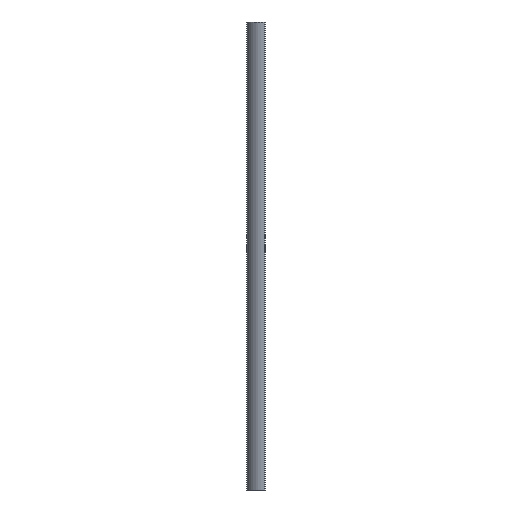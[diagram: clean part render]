
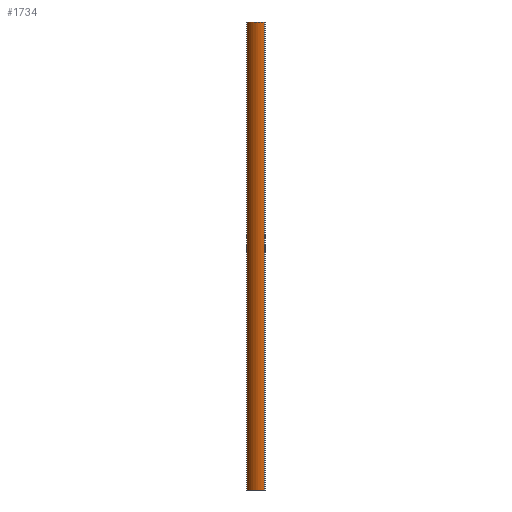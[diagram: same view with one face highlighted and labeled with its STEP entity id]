
A CAD part, left-side view. The second image highlights one B-rep face of the part: STEP entity #1734.
In plain terms, the highlighted cylindrical face has radius 40 mm (diameter 80 mm), a partial arc.
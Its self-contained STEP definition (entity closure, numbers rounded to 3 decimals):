
#13 = CIRCLE ( 'NONE', #2797, 40. ) ;
#59 = AXIS2_PLACEMENT_3D ( 'NONE', #2393, #2153, #2628 ) ;
#130 = LINE ( 'NONE', #3156, #2115 ) ;
#310 = CARTESIAN_POINT ( 'NONE',  ( 17.333, 19.911, 0. ) ) ;
#439 = EDGE_LOOP ( 'NONE', ( #2914, #2225, #1223, #1216 ) ) ;
#526 = DIRECTION ( 'NONE',  ( 0., 0., -1. ) ) ;
#578 = EDGE_CURVE ( 'NONE', #1088, #1473, #3415, .T. ) ;
#732 = CYLINDRICAL_SURFACE ( 'NONE', #1979, 40. ) ;
#1043 = LINE ( 'NONE', #1897, #1601 ) ;
#1088 = VERTEX_POINT ( 'NONE', #310 ) ;
#1144 = CARTESIAN_POINT ( 'NONE',  ( 20., -20., 1000. ) ) ;
#1216 = ORIENTED_EDGE ( 'NONE', *, *, #2871, .T. ) ;
#1223 = ORIENTED_EDGE ( 'NONE', *, *, #3075, .F. ) ;
#1267 = DIRECTION ( 'NONE',  ( 0., 0., -1. ) ) ;
#1354 = DIRECTION ( 'NONE',  ( -1., 0., 0. ) ) ;
#1426 = DIRECTION ( 'NONE',  ( 0., 0., 1. ) ) ;
#1473 = VERTEX_POINT ( 'NONE', #2975 ) ;
#1587 = FACE_OUTER_BOUND ( 'NONE', #439, .T. ) ;
#1601 = VECTOR ( 'NONE', #3216, 1000. ) ;
#1673 = DIRECTION ( 'NONE',  ( 1., 0., 0. ) ) ;
#1734 = ADVANCED_FACE ( 'NONE', ( #1587 ), #732, .T. ) ;
#1897 = CARTESIAN_POINT ( 'NONE',  ( -19.911, -17.333, 1000. ) ) ;
#1961 = CARTESIAN_POINT ( 'NONE',  ( 17.333, 19.911, 1000. ) ) ;
#1979 = AXIS2_PLACEMENT_3D ( 'NONE', #2710, #526, #1354 ) ;
#2115 = VECTOR ( 'NONE', #1267, 1000. ) ;
#2153 = DIRECTION ( 'NONE',  ( 0., 0., 1. ) ) ;
#2225 = ORIENTED_EDGE ( 'NONE', *, *, #3006, .F. ) ;
#2393 = CARTESIAN_POINT ( 'NONE',  ( 20., -20., 0. ) ) ;
#2574 = VERTEX_POINT ( 'NONE', #2732 ) ;
#2628 = DIRECTION ( 'NONE',  ( 1., 0., 0. ) ) ;
#2710 = CARTESIAN_POINT ( 'NONE',  ( 20., -20., 1000. ) ) ;
#2732 = CARTESIAN_POINT ( 'NONE',  ( -19.911, -17.333, 1000. ) ) ;
#2797 = AXIS2_PLACEMENT_3D ( 'NONE', #1144, #1426, #1673 ) ;
#2871 = EDGE_CURVE ( 'NONE', #3038, #1088, #130, .T. ) ;
#2914 = ORIENTED_EDGE ( 'NONE', *, *, #578, .T. ) ;
#2975 = CARTESIAN_POINT ( 'NONE',  ( -19.911, -17.333, 0. ) ) ;
#3006 = EDGE_CURVE ( 'NONE', #2574, #1473, #1043, .T. ) ;
#3038 = VERTEX_POINT ( 'NONE', #1961 ) ;
#3075 = EDGE_CURVE ( 'NONE', #3038, #2574, #13, .T. ) ;
#3156 = CARTESIAN_POINT ( 'NONE',  ( 17.333, 19.911, 1000. ) ) ;
#3216 = DIRECTION ( 'NONE',  ( 0., 0., -1. ) ) ;
#3415 = CIRCLE ( 'NONE', #59, 40. ) ;
